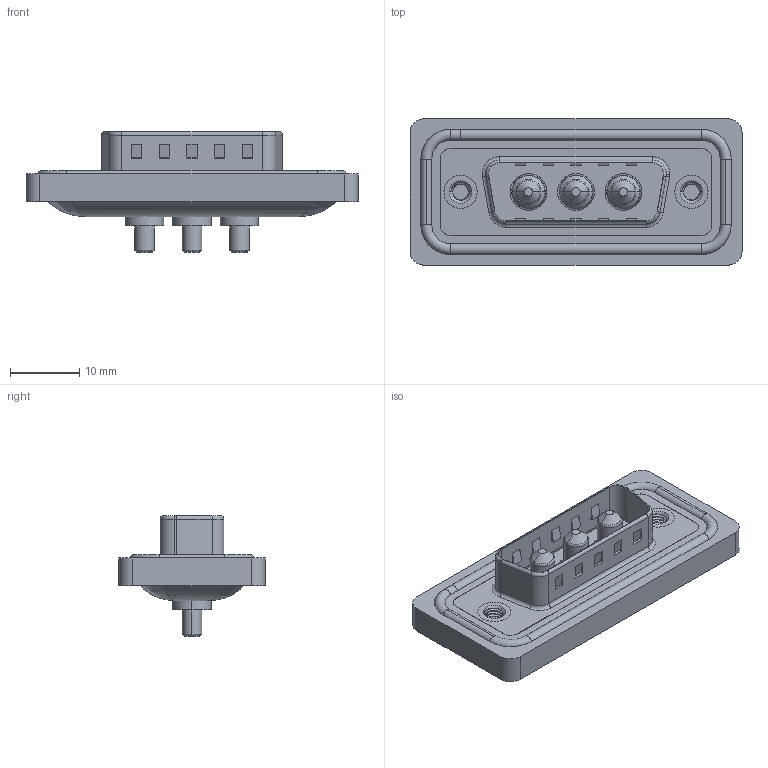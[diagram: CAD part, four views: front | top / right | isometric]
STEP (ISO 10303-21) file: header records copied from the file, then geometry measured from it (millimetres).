
FILE_DESCRIPTION (( 'STEP AP203' ), '1' );
FILE_NAME ('627W3W3-224-2NA.STEP', '2024-03-19T17:45:03', ( '' ), ( '' ), 'SwSTEP 2.0', 'SolidWorks 2023', '' );
FILE_SCHEMA (( 'CONFIG_CONTROL_DESIGN' ));
Length unit declared in the file: millimetre
Products named in the file (7): 627Combo Shell Rear_15 Contacts; 627W3W3-224-2NA; 627Combo Housing_3W3; 627Combo Shell Front_15 Contacts; Power Pin_20A S; 627Combo Threaded Rivet_A; 627Combo Waterproof Housing_15 Contacts
Assembly tree (9 placements, depth 2):
  627W3W3-224-2NA
    627Combo Housing_3W3
    627Combo Waterproof Housing_15 Contacts
    627Combo Shell Rear_15 Contacts
    627Combo Shell Front_15 Contacts
    627Combo Threaded Rivet_A  x2
    Power Pin_20A S  x3
Bounding box: 47.9 x 21.1 x 17.4 mm (x, y, z)
Volume: 5587.2 mm3; surface area: 8751 mm2
Topology: 13 solids, 13 shells, 562 faces, 1369 edges, 855 vertices
Faces by surface type: cylinder 243, plane 207, torus 70, cone 29, bspline 13
Entity records: 16667 total; most frequent: CARTESIAN_POINT 4599, DIRECTION 2461, ORIENTED_EDGE 2290, EDGE_CURVE 1145, AXIS2_PLACEMENT_3D 921, VERTEX_POINT 721, LINE 619, VECTOR 619
